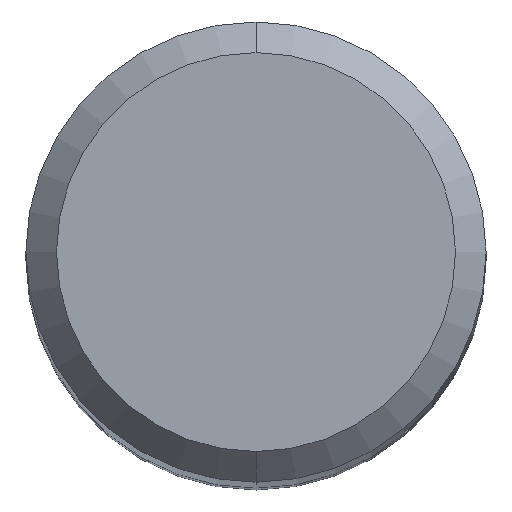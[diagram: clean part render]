
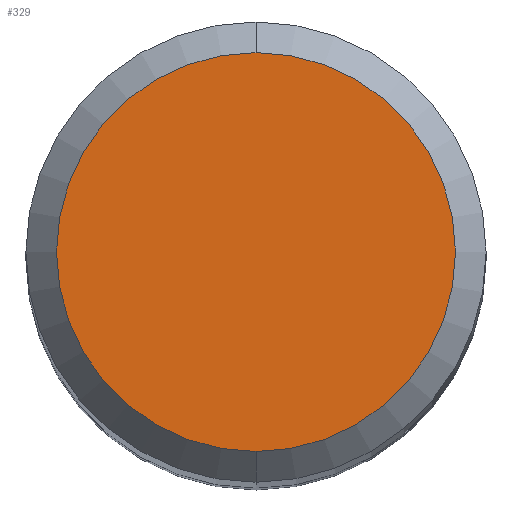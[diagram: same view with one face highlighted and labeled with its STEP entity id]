
A CAD part, top view. The second image highlights one B-rep face of the part: STEP entity #329.
In plain terms, the highlighted planar face has unit normal (0, 0, 1).
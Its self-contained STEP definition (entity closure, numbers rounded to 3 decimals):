
#179=VERTEX_POINT('',#456);
#231=EDGE_CURVE('',#303,#179,#514,.T.);
#303=VERTEX_POINT('',#592);
#329=ADVANCED_FACE('',(#622),#623,.T.);
#401=EDGE_CURVE('',#179,#303,#698,.T.);
#456=CARTESIAN_POINT('',(0.,-2.6,0.0));
#514=CIRCLE('',#864,2.6);
#592=CARTESIAN_POINT('',(0.0,2.6,0.0));
#622=FACE_OUTER_BOUND('',#1080,.T.);
#623=PLANE('',#1081);
#698=CIRCLE('',#1264,2.6);
#864=AXIS2_PLACEMENT_3D('',#1397,#1398,#1399);
#1080=EDGE_LOOP('',(#1514,#1515));
#1081=AXIS2_PLACEMENT_3D('',#1516,#1517,#1518);
#1264=AXIS2_PLACEMENT_3D('',#1585,#1586,#1587);
#1397=CARTESIAN_POINT('',(0.0,0.0,0.0));
#1398=DIRECTION('',(0.0,0.0,-1.0));
#1399=DIRECTION('',(0.0,1.0,0.0));
#1514=ORIENTED_EDGE('',*,*,#231,.F.);
#1515=ORIENTED_EDGE('',*,*,#401,.F.);
#1516=CARTESIAN_POINT('',(0.0,1.3,0.0));
#1517=DIRECTION('',(-0.0,0.0,1.0));
#1518=DIRECTION('',(0.0,-1.0,0.0));
#1585=CARTESIAN_POINT('',(0.0,0.0,0.0));
#1586=DIRECTION('',(0.0,0.0,-1.0));
#1587=DIRECTION('',(0.0,1.0,0.0));
